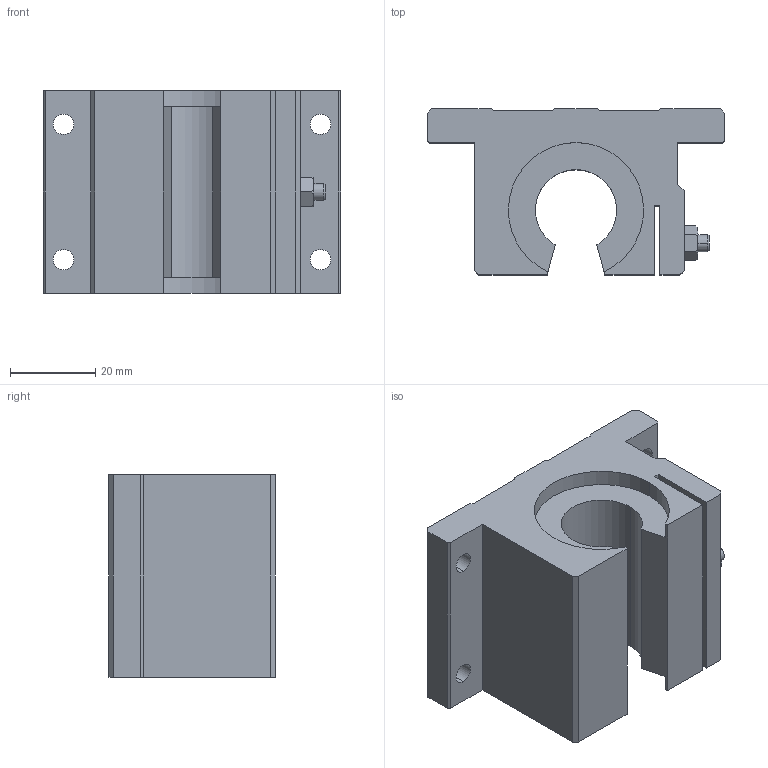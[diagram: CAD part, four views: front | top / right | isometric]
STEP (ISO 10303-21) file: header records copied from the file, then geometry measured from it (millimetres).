
FILE_DESCRIPTION (( 'STEP AP203' ), '1' );
FILE_NAME ('LARSACC-005.step', '2022-08-29T21:35:46', ( '' ), ( '' ), 'SwSTEP 2.0', 'SolidWorks 2021', '' );
FILE_SCHEMA (( 'CONFIG_CONTROL_DESIGN' ));
Length unit declared in the file: inch
Products named in the file (1): LARSACC-005
Bounding box: 69.85 x 38.99 x 47.63 mm (x, y, z)
Volume: 75672.4 mm3; surface area: 18439 mm2
Topology: 1 solids, 1 shells, 85 faces, 237 edges, 157 vertices
Faces by surface type: plane 54, cylinder 21, cone 10
Entity records: 2830 total; most frequent: CARTESIAN_POINT 528, ORIENTED_EDGE 474, DIRECTION 447, EDGE_CURVE 237, LINE 167, VECTOR 167, VERTEX_POINT 157, AXIS2_PLACEMENT_3D 140
